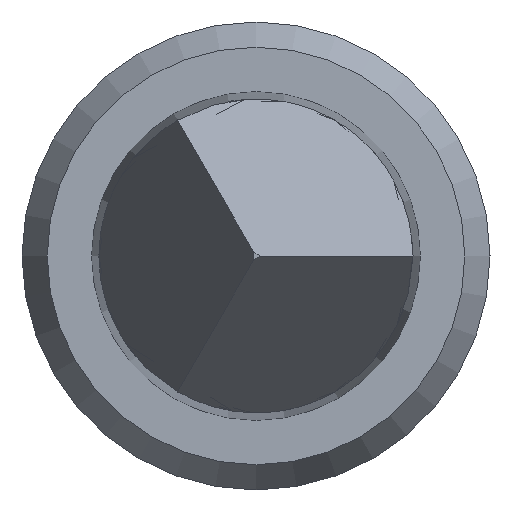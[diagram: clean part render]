
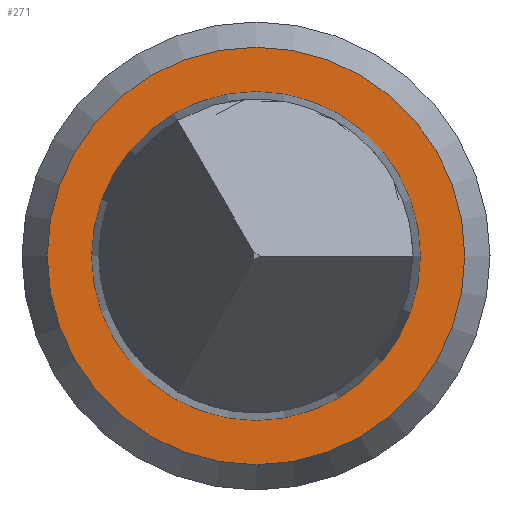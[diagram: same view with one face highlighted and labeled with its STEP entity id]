
A CAD part, left-side view. The second image highlights one B-rep face of the part: STEP entity #271.
In plain terms, the highlighted planar face has unit normal (-1, 0, 0).
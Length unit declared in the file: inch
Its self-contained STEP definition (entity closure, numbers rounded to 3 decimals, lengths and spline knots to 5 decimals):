
#34 = EDGE_LOOP ( 'NONE', ( #469 ) ) ;
#60 = VERTEX_POINT ( 'NONE', #358 ) ;
#77 = DIRECTION ( 'NONE',  ( 1., 0., 0. ) ) ;
#96 = FACE_OUTER_BOUND ( 'NONE', #34, .T. ) ;
#110 = CARTESIAN_POINT ( 'NONE',  ( -0.05651, 0., 0. ) ) ;
#114 = EDGE_CURVE ( 'NONE', #60, #60, #371, .T. ) ;
#139 = DIRECTION ( 'NONE',  ( 0., -1., 0. ) ) ;
#156 = EDGE_LOOP ( 'NONE', ( #464 ) ) ;
#172 = DIRECTION ( 'NONE',  ( 1., 0., 0. ) ) ;
#173 = DIRECTION ( 'NONE',  ( 0., 1., 0. ) ) ;
#209 = VERTEX_POINT ( 'NONE', #353 ) ;
#219 = DIRECTION ( 'NONE',  ( 0., -1., 0. ) ) ;
#244 = PLANE ( 'NONE',  #418 ) ;
#271 = ADVANCED_FACE ( 'NONE', ( #436, #96 ), #244, .T. ) ;
#281 = EDGE_CURVE ( 'NONE', #209, #209, #427, .T. ) ;
#287 = AXIS2_PLACEMENT_3D ( 'NONE', #110, #77, #173 ) ;
#306 = CARTESIAN_POINT ( 'NONE',  ( -0.05651, 0., 0. ) ) ;
#353 = CARTESIAN_POINT ( 'NONE',  ( -0.05651, -0.01889, 0. ) ) ;
#357 = AXIS2_PLACEMENT_3D ( 'NONE', #491, #172, #139 ) ;
#358 = CARTESIAN_POINT ( 'NONE',  ( -0.05651, 0.024, 0. ) ) ;
#371 = CIRCLE ( 'NONE', #287, 0.024 ) ;
#409 = DIRECTION ( 'NONE',  ( -1., 0., 0. ) ) ;
#418 = AXIS2_PLACEMENT_3D ( 'NONE', #306, #409, #219 ) ;
#427 = CIRCLE ( 'NONE', #357, 0.01889 ) ;
#436 = FACE_BOUND ( 'NONE', #156, .T. ) ;
#464 = ORIENTED_EDGE ( 'NONE', *, *, #281, .T. ) ;
#469 = ORIENTED_EDGE ( 'NONE', *, *, #114, .F. ) ;
#491 = CARTESIAN_POINT ( 'NONE',  ( -0.05651, 0., 0. ) ) ;
